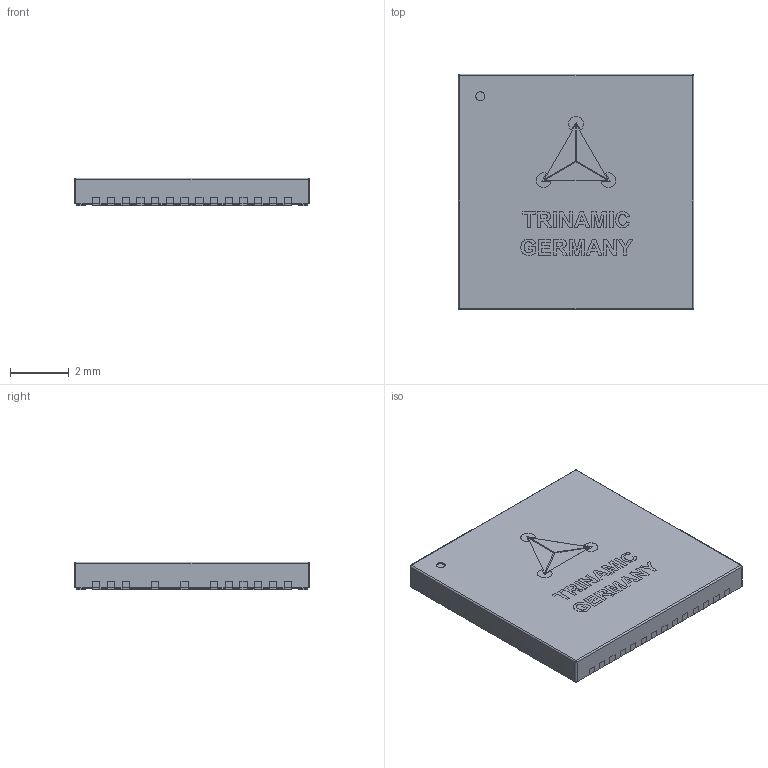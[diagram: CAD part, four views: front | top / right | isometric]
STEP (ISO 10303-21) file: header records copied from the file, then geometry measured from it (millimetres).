
FILE_DESCRIPTION(/* description */ (''),/* implementation_level */ '2;1');
FILE_NAME(/* name */ 'Trinamic - QFN-47 WA 8x8.step',/* time_stamp */ '2020-04-30T02:57:03+01:00',/* author */ (''),/* organization */ (''),/* preprocessor_version */ 'ST-DEVELOPER v18.1',/* originating_system */ 'Autodesk Translation Framework v9.2.0.1227',/* authorisation */ '');
FILE_SCHEMA (('AUTOMOTIVE_DESIGN { 1 0 10303 214 3 1 1 }'));
Length unit declared in the file: millimetre
Products named in the file (1): Trinamic - QFN-47 WA 8x8
Bounding box: 8 x 8 x 0.95 mm (x, y, z)
Volume: 59.6 mm3; surface area: 159.8 mm2
Topology: 1 solids, 1 shells, 701 faces, 1910 edges, 1238 vertices
Faces by surface type: plane 568, bspline 66, cylinder 63, sphere 4
Full cylindrical faces by diameter (mm): 0.3 x1
Entity records: 22798 total; most frequent: CARTESIAN_POINT 4972, ORIENTED_EDGE 3820, DIRECTION 3270, EDGE_CURVE 1910, LINE 1558, VECTOR 1558, VERTEX_POINT 1238, AXIS2_PLACEMENT_3D 856
